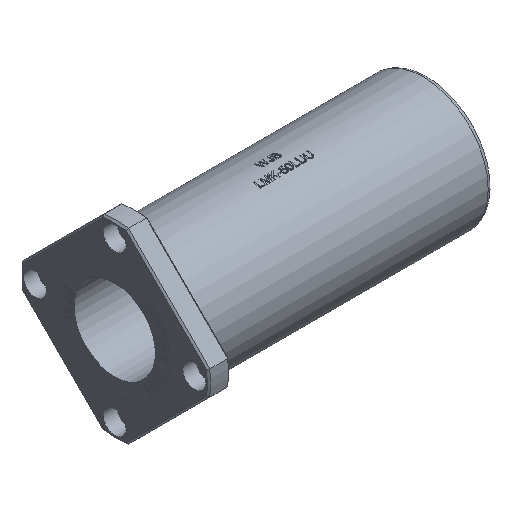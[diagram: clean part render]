
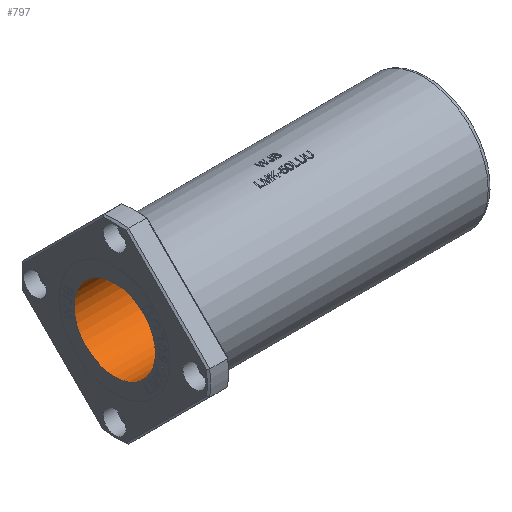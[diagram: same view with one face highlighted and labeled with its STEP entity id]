
A CAD part, isometric view. The second image highlights one B-rep face of the part: STEP entity #797.
In plain terms, the highlighted cylindrical face has radius 25 mm (diameter 50 mm), a full revolution.
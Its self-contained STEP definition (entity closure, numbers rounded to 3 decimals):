
#797=ADVANCED_FACE('',(#1747,#1748),#1163,.F.);
#1163=CYLINDRICAL_SURFACE('',#6911,25.);
#1747=FACE_BOUND('',#1861,.T.);
#1748=FACE_BOUND('',#1862,.T.);
#1861=EDGE_LOOP('',(#2618));
#1862=EDGE_LOOP('',(#2619));
#2281=CIRCLE('',#6892,25.);
#2282=CIRCLE('',#6894,25.);
#2618=ORIENTED_EDGE('',*,*,#5018,.F.);
#2619=ORIENTED_EDGE('',*,*,#5066,.T.);
#4370=VERTEX_POINT('',#9419);
#4418=VERTEX_POINT('',#9660);
#5018=EDGE_CURVE('',#4370,#4370,#2281,.T.);
#5066=EDGE_CURVE('',#4418,#4418,#2282,.T.);
#6892=AXIS2_PLACEMENT_3D('',#9418,#7372,#7373);
#6894=AXIS2_PLACEMENT_3D('',#9659,#7411,#7412);
#6911=AXIS2_PLACEMENT_3D('',#10136,#7493,#7494);
#7372=DIRECTION('',(-1.,0.,0.));
#7373=DIRECTION('',(0.,0.,-1.));
#7411=DIRECTION('',(-1.,0.,0.));
#7412=DIRECTION('',(0.,0.,1.));
#7493=DIRECTION('',(-1.,0.,0.));
#7494=DIRECTION('',(0.,0.,1.));
#9418=CARTESIAN_POINT('',(191.9,0.,0.));
#9419=CARTESIAN_POINT('',(191.9,0.,-25.));
#9659=CARTESIAN_POINT('',(0.1,0.,0.));
#9660=CARTESIAN_POINT('',(0.1,0.,25.));
#10136=CARTESIAN_POINT('',(99.9,0.,0.));
